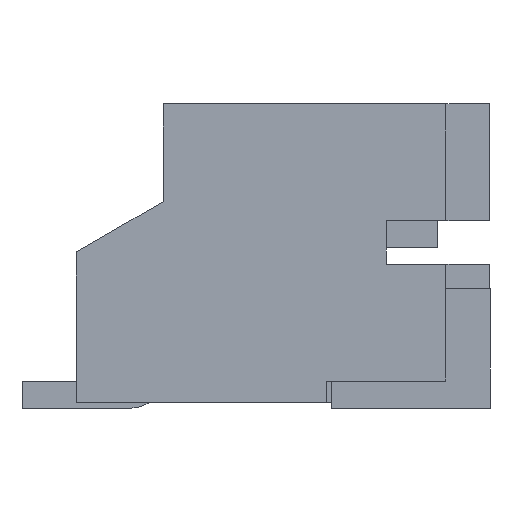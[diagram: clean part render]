
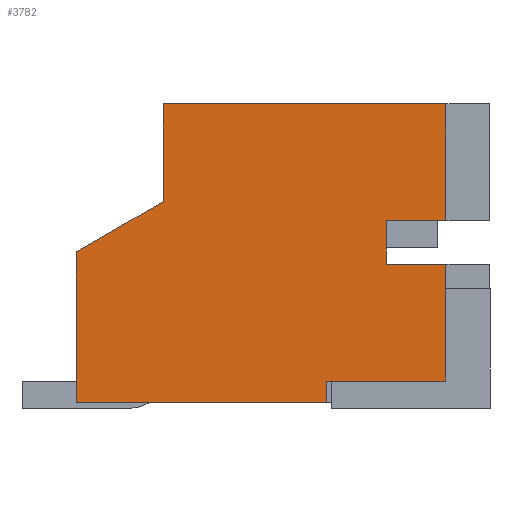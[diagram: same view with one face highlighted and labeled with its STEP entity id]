
A CAD part, left-side view. The second image highlights one B-rep face of the part: STEP entity #3782.
In plain terms, the highlighted planar face has unit normal (-1, 0, 0).
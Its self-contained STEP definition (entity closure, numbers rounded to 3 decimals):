
#202=FACE_OUTER_BOUND('',#414,.T.);
#414=EDGE_LOOP('',(#2700,#2701,#2702,#2703,#2704,#2705,#2706,#2707,#2708,
#2709,#2710,#2711));
#647=LINE('',#5363,#1135);
#741=LINE('',#5601,#1229);
#742=LINE('',#5603,#1230);
#743=LINE('',#5605,#1231);
#744=LINE('',#5607,#1232);
#745=LINE('',#5609,#1233);
#746=LINE('',#5611,#1234);
#747=LINE('',#5613,#1235);
#748=LINE('',#5614,#1236);
#749=LINE('',#5616,#1237);
#750=LINE('',#5618,#1238);
#751=LINE('',#5619,#1239);
#1135=VECTOR('',#4315,1000.);
#1229=VECTOR('',#4495,1000.);
#1230=VECTOR('',#4496,1000.);
#1231=VECTOR('',#4497,1000.);
#1232=VECTOR('',#4498,1000.);
#1233=VECTOR('',#4499,1000.);
#1234=VECTOR('',#4500,1000.);
#1235=VECTOR('',#4501,1000.);
#1236=VECTOR('',#4502,1000.);
#1237=VECTOR('',#4503,1000.);
#1238=VECTOR('',#4504,1000.);
#1239=VECTOR('',#4505,1000.);
#1624=VERTEX_POINT('',#5360);
#1625=VERTEX_POINT('',#5362);
#1725=VERTEX_POINT('',#5599);
#1726=VERTEX_POINT('',#5600);
#1727=VERTEX_POINT('',#5602);
#1728=VERTEX_POINT('',#5604);
#1729=VERTEX_POINT('',#5606);
#1730=VERTEX_POINT('',#5608);
#1731=VERTEX_POINT('',#5610);
#1732=VERTEX_POINT('',#5612);
#1733=VERTEX_POINT('',#5615);
#1734=VERTEX_POINT('',#5617);
#1993=EDGE_CURVE('',#1625,#1624,#647,.T.);
#2112=EDGE_CURVE('',#1725,#1726,#741,.T.);
#2113=EDGE_CURVE('',#1726,#1727,#742,.T.);
#2114=EDGE_CURVE('',#1727,#1728,#743,.T.);
#2115=EDGE_CURVE('',#1728,#1729,#744,.T.);
#2116=EDGE_CURVE('',#1729,#1730,#745,.T.);
#2117=EDGE_CURVE('',#1730,#1731,#746,.T.);
#2118=EDGE_CURVE('',#1731,#1732,#747,.T.);
#2119=EDGE_CURVE('',#1625,#1732,#748,.T.);
#2120=EDGE_CURVE('',#1624,#1733,#749,.T.);
#2121=EDGE_CURVE('',#1733,#1734,#750,.T.);
#2122=EDGE_CURVE('',#1734,#1725,#751,.T.);
#2700=ORIENTED_EDGE('',*,*,#2112,.T.);
#2701=ORIENTED_EDGE('',*,*,#2113,.T.);
#2702=ORIENTED_EDGE('',*,*,#2114,.T.);
#2703=ORIENTED_EDGE('',*,*,#2115,.T.);
#2704=ORIENTED_EDGE('',*,*,#2116,.T.);
#2705=ORIENTED_EDGE('',*,*,#2117,.T.);
#2706=ORIENTED_EDGE('',*,*,#2118,.T.);
#2707=ORIENTED_EDGE('',*,*,#2119,.F.);
#2708=ORIENTED_EDGE('',*,*,#1993,.T.);
#2709=ORIENTED_EDGE('',*,*,#2120,.T.);
#2710=ORIENTED_EDGE('',*,*,#2121,.T.);
#2711=ORIENTED_EDGE('',*,*,#2122,.T.);
#3600=PLANE('',#4029);
#3782=ADVANCED_FACE('',(#202),#3600,.F.);
#4029=AXIS2_PLACEMENT_3D('',#5598,#4493,#4494);
#4315=DIRECTION('',(0.,0.,-1.));
#4493=DIRECTION('center_axis',(1.,0.,0.));
#4494=DIRECTION('ref_axis',(0.,1.,0.));
#4495=DIRECTION('',(0.,0.,1.));
#4496=DIRECTION('',(0.,-1.,0.));
#4497=DIRECTION('',(0.,0.,1.));
#4498=DIRECTION('',(0.,1.,0.));
#4499=DIRECTION('',(0.,0.,1.));
#4500=DIRECTION('',(0.,-1.,0.));
#4501=DIRECTION('',(0.,0.,1.));
#4502=DIRECTION('',(0.,-1.,0.));
#4503=DIRECTION('',(0.,0.866,-0.5));
#4504=DIRECTION('',(0.,0.,-1.));
#4505=DIRECTION('',(0.,-1.,0.));
#5360=CARTESIAN_POINT('',(-11.95,3.,3.8));
#5362=CARTESIAN_POINT('',(-11.95,3.,5.6));
#5363=CARTESIAN_POINT('',(-11.95,3.,3.8));
#5598=CARTESIAN_POINT('Origin',(-11.95,-3.,5.6));
#5599=CARTESIAN_POINT('',(-11.95,0.,0.1));
#5600=CARTESIAN_POINT('',(-11.95,0.,0.5));
#5601=CARTESIAN_POINT('',(-11.95,0.,0.1));
#5602=CARTESIAN_POINT('',(-11.95,-2.2,0.5));
#5603=CARTESIAN_POINT('',(-11.95,-3.,0.5));
#5604=CARTESIAN_POINT('',(-11.95,-2.2,2.65));
#5605=CARTESIAN_POINT('',(-11.95,-2.2,0.1));
#5606=CARTESIAN_POINT('',(-11.95,-1.1,2.65));
#5607=CARTESIAN_POINT('',(-11.95,-3.,2.65));
#5608=CARTESIAN_POINT('',(-11.95,-1.1,3.45));
#5609=CARTESIAN_POINT('',(-11.95,-1.1,2.65));
#5610=CARTESIAN_POINT('',(-11.95,-2.2,3.45));
#5611=CARTESIAN_POINT('',(-11.95,-3.,3.45));
#5612=CARTESIAN_POINT('',(-11.95,-2.2,5.6));
#5613=CARTESIAN_POINT('',(-11.95,-2.2,0.1));
#5614=CARTESIAN_POINT('',(-11.95,-3.,5.6));
#5615=CARTESIAN_POINT('',(-11.95,4.6,2.876));
#5616=CARTESIAN_POINT('',(-11.95,4.6,2.876));
#5617=CARTESIAN_POINT('',(-11.95,4.6,0.1));
#5618=CARTESIAN_POINT('',(-11.95,4.6,5.6));
#5619=CARTESIAN_POINT('',(-11.95,-3.,0.1));
